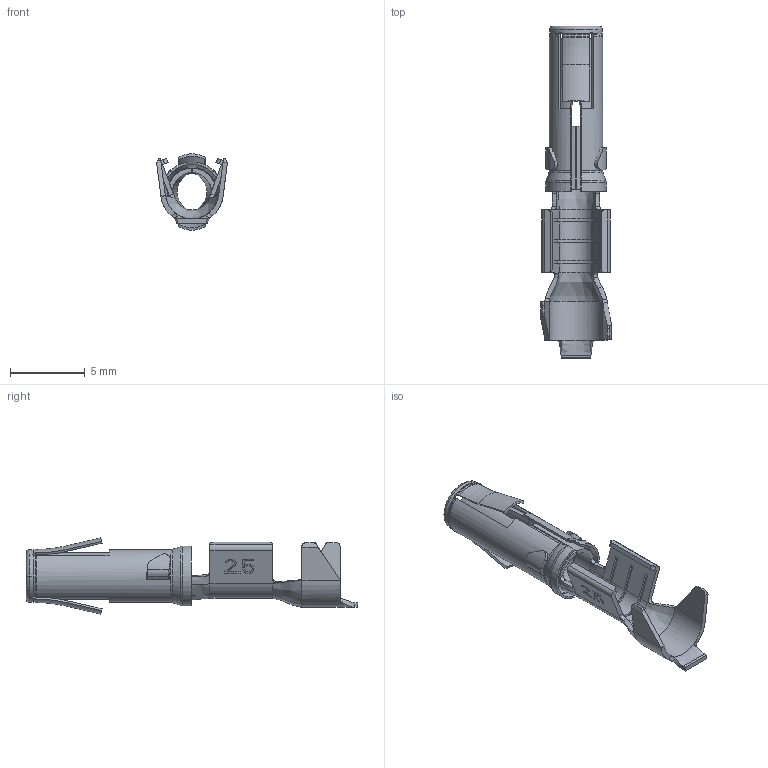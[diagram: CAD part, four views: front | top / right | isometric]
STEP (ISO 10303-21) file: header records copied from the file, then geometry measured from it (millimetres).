
FILE_DESCRIPTION((''),'2;1');
FILE_NAME('SS12A1-XX_ASM','2016-02-25T',('tod.cheng'),(''),'PRO/ENGINEER BY PARAMETRIC TECHNOLOGY CORPORATION, 2012230','PRO/ENGINEER BY PARAMETRIC TECHNOLOGY CORPORATION, 2012230','');
FILE_SCHEMA(('CONFIG_CONTROL_DESIGN'));
Length unit declared in the file: millimetre
Products named in the file (2): SS12A1-XX; SS12A1-XX_ASM
Assembly tree (1 placements, depth 2):
  SS12A1-XX_ASM
    SS12A1-XX
Bounding box: 4.72 x 22.2 x 5.09 mm (x, y, z)
Volume: 64.1 mm3; surface area: 586 mm2
Topology: 1 solids, 1 shells, 466 faces, 1240 edges, 772 vertices
Faces by surface type: plane 258, bspline 104, cylinder 52, torus 36, cone 16
Entity records: 17866 total; most frequent: CARTESIAN_POINT 6878, ORIENTED_EDGE 2480, DIRECTION 1942, EDGE_CURVE 1240, VECTOR 804, LINE 804, VERTEX_POINT 772, AXIS2_PLACEMENT_3D 569
